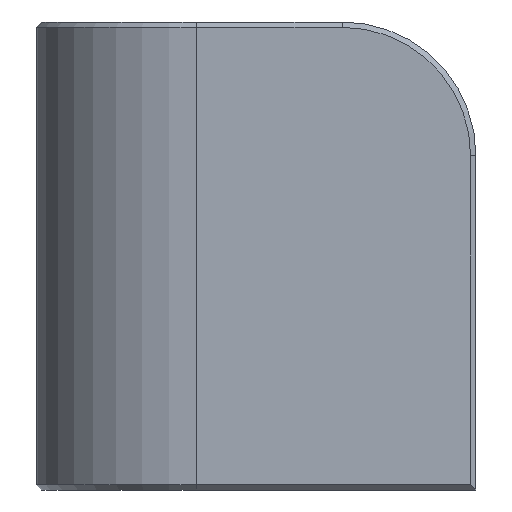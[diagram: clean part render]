
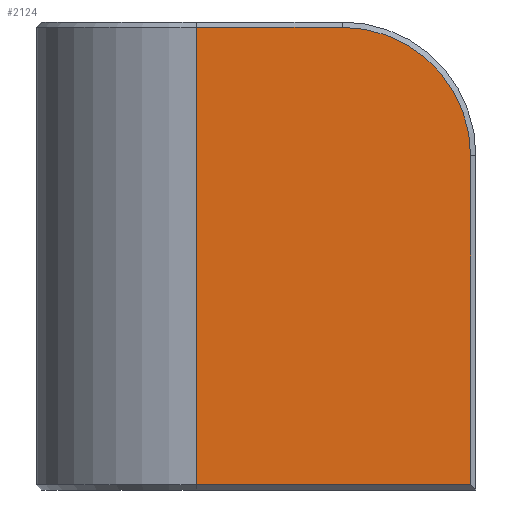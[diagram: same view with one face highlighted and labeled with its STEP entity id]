
A CAD part, front view. The second image highlights one B-rep face of the part: STEP entity #2124.
In plain terms, the highlighted planar face has unit normal (0, -1, 0).
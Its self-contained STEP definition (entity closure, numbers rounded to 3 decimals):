
#57=CIRCLE('',#2289,9.6);
#154=FACE_OUTER_BOUND('',#282,.T.);
#282=EDGE_LOOP('',(#1601,#1602,#1603,#1604,#1605));
#483=LINE('',#3321,#735);
#489=LINE('',#3340,#741);
#490=LINE('',#3342,#742);
#491=LINE('',#3343,#743);
#735=VECTOR('',#2651,10.);
#741=VECTOR('',#2669,10.);
#742=VECTOR('',#2670,10.);
#743=VECTOR('',#2671,10.);
#971=VERTEX_POINT('',#3317);
#972=VERTEX_POINT('',#3319);
#978=VERTEX_POINT('',#3337);
#979=VERTEX_POINT('',#3339);
#980=VERTEX_POINT('',#3341);
#1198=EDGE_CURVE('',#972,#971,#483,.T.);
#1206=EDGE_CURVE('',#978,#972,#57,.T.);
#1207=EDGE_CURVE('',#979,#978,#489,.T.);
#1208=EDGE_CURVE('',#980,#979,#490,.T.);
#1209=EDGE_CURVE('',#971,#980,#491,.T.);
#1601=ORIENTED_EDGE('',*,*,#1198,.F.);
#1602=ORIENTED_EDGE('',*,*,#1206,.F.);
#1603=ORIENTED_EDGE('',*,*,#1207,.F.);
#1604=ORIENTED_EDGE('',*,*,#1208,.F.);
#1605=ORIENTED_EDGE('',*,*,#1209,.F.);
#2024=PLANE('',#2288);
#2124=ADVANCED_FACE('',(#154),#2024,.T.);
#2288=AXIS2_PLACEMENT_3D('',#3336,#2665,#2666);
#2289=AXIS2_PLACEMENT_3D('',#3338,#2667,#2668);
#2651=DIRECTION('',(0.,0.,-1.));
#2665=DIRECTION('center_axis',(0.,-1.,0.));
#2666=DIRECTION('ref_axis',(0.,0.,1.));
#2667=DIRECTION('center_axis',(0.,1.,0.));
#2668=DIRECTION('ref_axis',(1.,0.,0.));
#2669=DIRECTION('',(1.,0.,0.));
#2670=DIRECTION('',(0.,0.,1.));
#2671=DIRECTION('',(-1.,0.,0.));
#3317=CARTESIAN_POINT('',(-10.326,733.358,-19.7));
#3319=CARTESIAN_POINT('',(-10.326,733.358,4.9));
#3321=CARTESIAN_POINT('',(-10.326,733.358,9.7));
#3336=CARTESIAN_POINT('Origin',(-0.826,733.358,14.5));
#3337=CARTESIAN_POINT('',(-19.926,733.358,14.5));
#3338=CARTESIAN_POINT('Origin',(-19.926,733.358,4.9));
#3339=CARTESIAN_POINT('',(-30.826,733.358,14.5));
#3340=CARTESIAN_POINT('',(-10.376,733.358,14.5));
#3341=CARTESIAN_POINT('',(-30.826,733.358,-19.7));
#3342=CARTESIAN_POINT('',(-30.826,733.358,14.5));
#3343=CARTESIAN_POINT('',(-29.826,733.358,-19.7));
